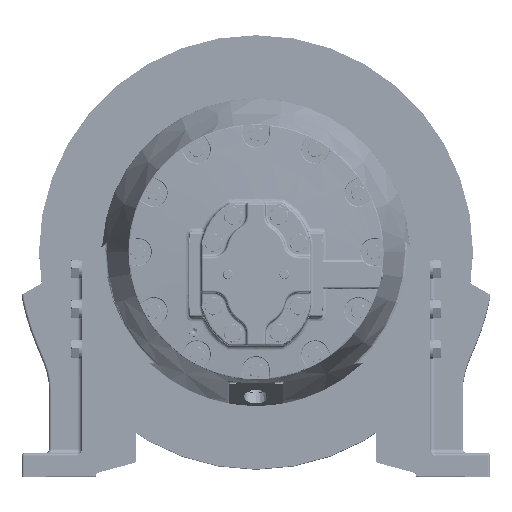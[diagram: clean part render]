
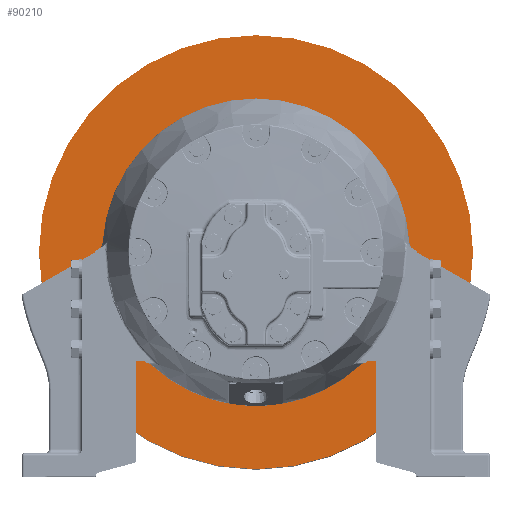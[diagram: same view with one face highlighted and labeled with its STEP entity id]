
A CAD part, top view. The second image highlights one B-rep face of the part: STEP entity #90210.
In plain terms, the highlighted planar face has unit normal (0, 0, 1).
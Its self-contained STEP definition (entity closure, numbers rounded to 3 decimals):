
#84604=CARTESIAN_POINT('',(0.,0.,-7.565));
#84605=DIRECTION('',(0.,0.,1.));
#84606=DIRECTION('',(1.,0.,0.));
#84607=AXIS2_PLACEMENT_3D('',#84604,#84605,#84606);
#84609=CARTESIAN_POINT('',(0.,0.,-7.565));
#84610=DIRECTION('',(0.,0.,1.));
#84611=DIRECTION('',(-1.,0.,0.));
#84612=AXIS2_PLACEMENT_3D('',#84609,#84610,#84611);
#84614=CARTESIAN_POINT('',(0.,0.,-7.565));
#84615=DIRECTION('',(0.,0.,-1.));
#84616=DIRECTION('',(-1.,0.,0.));
#84617=AXIS2_PLACEMENT_3D('',#84614,#84615,#84616);
#84619=CARTESIAN_POINT('',(0.,0.,-7.565));
#84620=DIRECTION('',(0.,0.,-1.));
#84621=DIRECTION('',(1.,0.,0.));
#84622=AXIS2_PLACEMENT_3D('',#84619,#84620,#84621);
#88084=CARTESIAN_POINT('',(12.,0.,-7.565));
#88085=CARTESIAN_POINT('',(-12.,0.,-7.565));
#88086=VERTEX_POINT('',#88084);
#88087=VERTEX_POINT('',#88085);
#88174=CARTESIAN_POINT('',(5.631,0.,-7.565));
#88176=VERTEX_POINT('',#88174);
#88179=CARTESIAN_POINT('',(-5.631,0.,-7.565));
#88180=VERTEX_POINT('',#88179);
#90195=CARTESIAN_POINT('',(-5.631,0.,-7.565));
#90196=DIRECTION('',(0.,0.,1.));
#90197=DIRECTION('',(-1.,0.,0.));
#90198=AXIS2_PLACEMENT_3D('',#90195,#90196,#90197);
#90199=PLANE('',#90198);
#90201=ORIENTED_EDGE('',*,*,#90200,.F.);
#90203=ORIENTED_EDGE('',*,*,#90202,.F.);
#90204=EDGE_LOOP('',(#90201,#90203));
#90205=FACE_OUTER_BOUND('',#90204,.F.);
#90206=ORIENTED_EDGE('',*,*,#90143,.F.);
#90207=ORIENTED_EDGE('',*,*,#90163,.F.);
#90208=EDGE_LOOP('',(#90206,#90207));
#90209=FACE_BOUND('',#90208,.F.);
#84608=CIRCLE('',#84607,12.);
#84613=CIRCLE('',#84612,12.);
#84618=CIRCLE('',#84617,5.631);
#84623=CIRCLE('',#84622,5.631);
#90143=EDGE_CURVE('',#88180,#88176,#84618,.T.);
#90163=EDGE_CURVE('',#88176,#88180,#84623,.T.);
#90200=EDGE_CURVE('',#88086,#88087,#84608,.T.);
#90202=EDGE_CURVE('',#88087,#88086,#84613,.T.);
#90210=ADVANCED_FACE('',(#90205,#90209),#90199,.T.);
